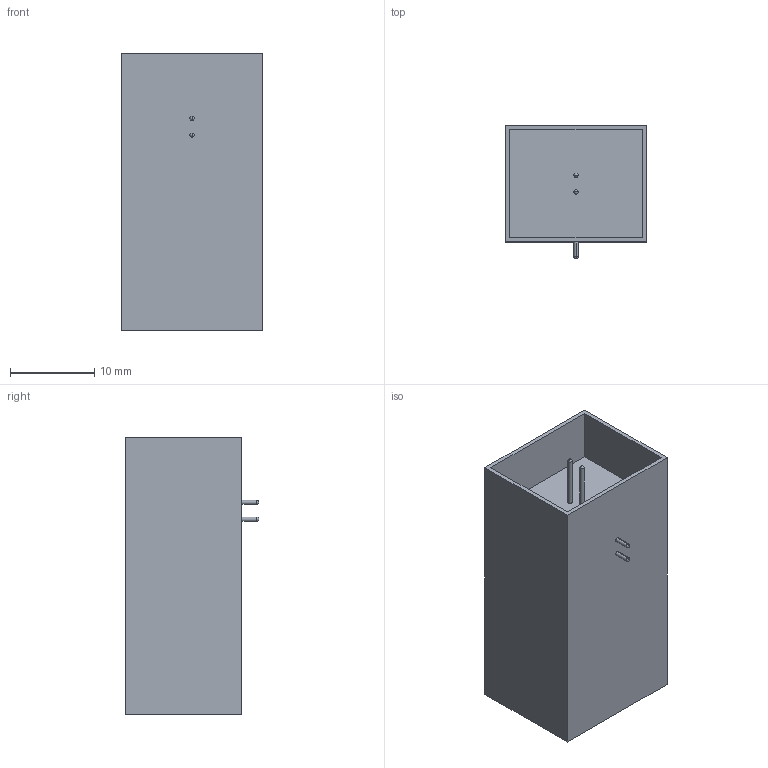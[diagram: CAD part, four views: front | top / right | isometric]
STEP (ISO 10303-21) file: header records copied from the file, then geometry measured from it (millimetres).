
FILE_DESCRIPTION (( 'STEP AP214' ), '1' );
FILE_NAME ( 'HANREN_HR911196AE.step', '2020-09-07T14:54:54', ( '' ), ( '' ), 'Part was generated with the free Library Expert Lite available at www.PCBLibraries.com. Removing line will violate the End User License Agreement.', '©2017 PCB Libraries, Inc.', '' );
FILE_SCHEMA (( 'AUTOMOTIVE_DESIGN' ));
Length unit declared in the file: millimetre
Products named in the file (1): HANREN_HR911196AE
Bounding box: 16.79 x 15.87 x 33.02 mm (x, y, z)
Volume: 6412.5 mm3; surface area: 2878.5 mm2
Topology: 5 solids, 5 shells, 31 faces, 72 edges, 44 vertices
Faces by surface type: plane 15, sphere 8, cylinder 8
Entity records: 905 total; most frequent: DIRECTION 144, CARTESIAN_POINT 124, ORIENTED_EDGE 112, AXIS2_PLACEMENT_3D 56, EDGE_CURVE 56, STYLED_ITEM 37, PRESENTATION_LAYER_ASSIGNMENT 37, MECHANICAL_DESIGN_GEOMETRIC_PRESENTATION_REPRESENTATION 37
